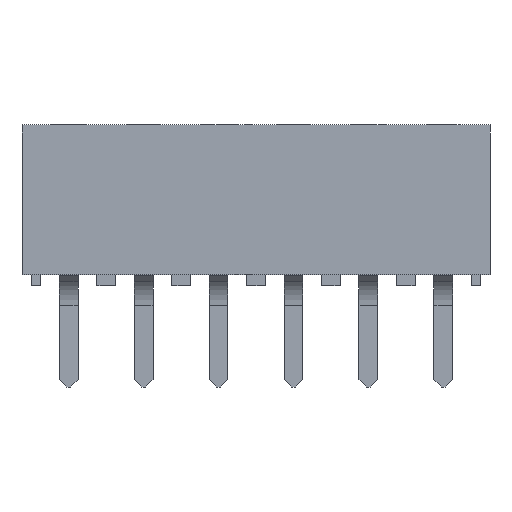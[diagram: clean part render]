
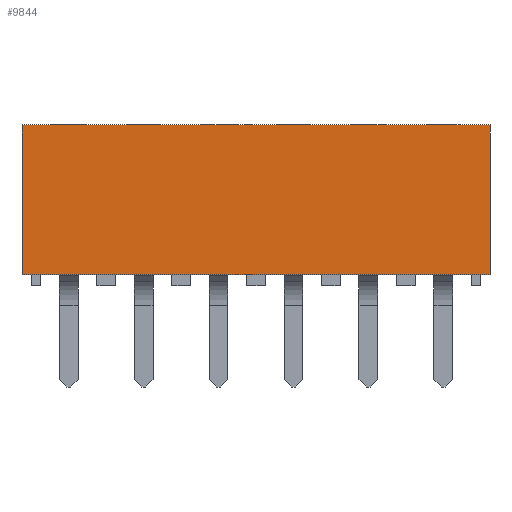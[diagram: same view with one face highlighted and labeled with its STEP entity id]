
A CAD part, front view. The second image highlights one B-rep face of the part: STEP entity #9844.
In plain terms, the highlighted planar face has unit normal (0, -1, 0).
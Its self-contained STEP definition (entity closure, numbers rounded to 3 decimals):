
#3124=ORIENTED_EDGE('',*,*,#4788,.T.);
#3125=ORIENTED_EDGE('',*,*,#4783,.T.);
#3126=ORIENTED_EDGE('',*,*,#4785,.T.);
#3127=ORIENTED_EDGE('',*,*,#4774,.T.);
#4774=EDGE_CURVE('',#5770,#5769,#6758,.T.);
#4783=EDGE_CURVE('',#5776,#5778,#6767,.T.);
#4785=EDGE_CURVE('',#5778,#5770,#6769,.T.);
#4788=EDGE_CURVE('',#5769,#5776,#6772,.T.);
#5769=VERTEX_POINT('',#16519);
#5770=VERTEX_POINT('',#16521);
#5776=VERTEX_POINT('',#16535);
#5778=VERTEX_POINT('',#16539);
#6758=LINE('',#16520,#7814);
#6767=LINE('',#16540,#7823);
#6769=LINE('',#16543,#7825);
#6772=LINE('',#16548,#7828);
#7814=VECTOR('',#13278,1000.);
#7823=VECTOR('',#13291,1000.);
#7825=VECTOR('',#13295,1000.);
#7828=VECTOR('',#13302,1000.);
#8435=EDGE_LOOP('',(#3124,#3125,#3126,#3127));
#8975=FACE_BOUND('',#8435,.T.);
#9317=PLANE('',#10753);
#9844=ADVANCED_FACE('',(#8975),#9317,.T.);
#10753=AXIS2_PLACEMENT_3D('',#16547,#13300,#13301);
#13278=DIRECTION('',(0.,0.,-1.));
#13291=DIRECTION('',(0.,0.,1.));
#13295=DIRECTION('',(-1.,0.,0.));
#13300=DIRECTION('',(0.,-1.,0.));
#13301=DIRECTION('',(0.,0.,-1.));
#13302=DIRECTION('',(1.,0.,0.));
#16519=CARTESIAN_POINT('',(-6.25,-1.25,-1.85));
#16520=CARTESIAN_POINT('',(-6.25,-1.25,2.15));
#16521=CARTESIAN_POINT('',(-6.25,-1.25,2.15));
#16535=CARTESIAN_POINT('',(6.25,-1.25,-1.85));
#16539=CARTESIAN_POINT('',(6.25,-1.25,2.15));
#16540=CARTESIAN_POINT('',(6.25,-1.25,-2.15));
#16543=CARTESIAN_POINT('',(6.25,-1.25,2.15));
#16547=CARTESIAN_POINT('',(0.,-1.25,0.));
#16548=CARTESIAN_POINT('',(0.,-1.25,-1.85));
